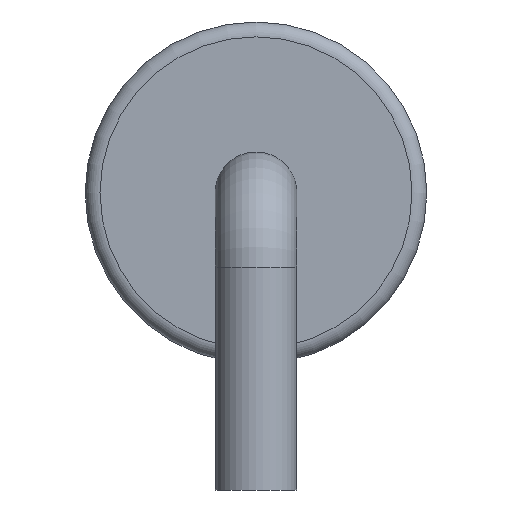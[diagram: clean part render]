
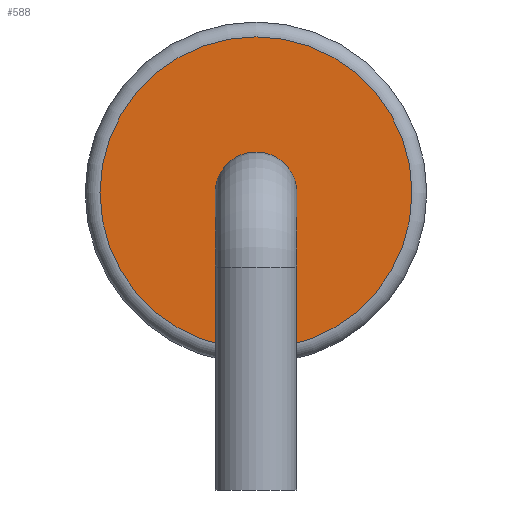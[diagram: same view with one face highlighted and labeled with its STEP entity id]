
A CAD part, left-side view. The second image highlights one B-rep face of the part: STEP entity #588.
In plain terms, the highlighted planar face has unit normal (-1, 0, 0).
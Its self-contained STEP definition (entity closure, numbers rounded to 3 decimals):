
#567 = VERTEX_POINT('',#568);
#568 = CARTESIAN_POINT('',(0.,1.05,0.875));
#577 = EDGE_CURVE('',#567,#567,#578,.T.);
#578 = CIRCLE('',#579,1.05);
#579 = AXIS2_PLACEMENT_3D('',#580,#581,#582);
#580 = CARTESIAN_POINT('',(0.,0.,0.875)
  );
#581 = DIRECTION('',(1.,0.,0.));
#582 = DIRECTION('',(0.,1.,0.));
#588 = ADVANCED_FACE('',(#589),#592,.F.);
#589 = FACE_BOUND('',#590,.F.);
#590 = EDGE_LOOP('',(#591));
#591 = ORIENTED_EDGE('',*,*,#577,.T.);
#592 = PLANE('',#593);
#593 = AXIS2_PLACEMENT_3D('',#594,#595,#596);
#594 = CARTESIAN_POINT('',(0.,0.,0.875
    ));
#595 = DIRECTION('',(1.,0.,0.));
#596 = DIRECTION('',(0.,0.,1.));
